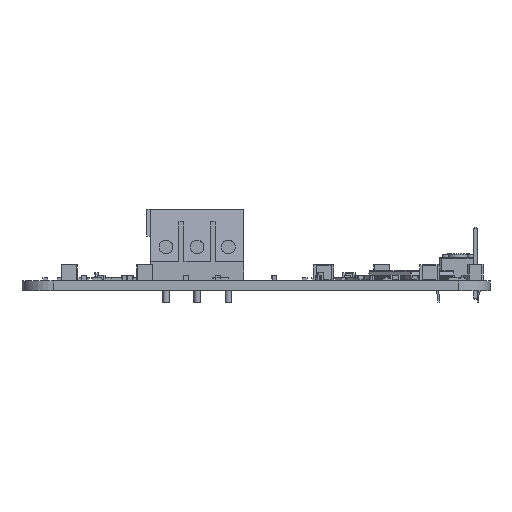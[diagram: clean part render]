
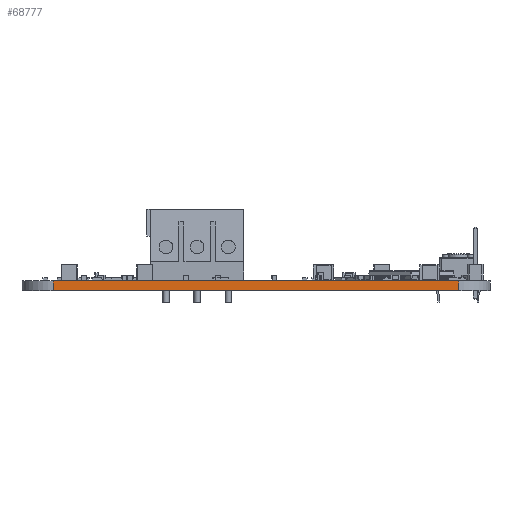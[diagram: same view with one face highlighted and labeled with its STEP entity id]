
A CAD part, left-side view. The second image highlights one B-rep face of the part: STEP entity #68777.
In plain terms, the highlighted planar face has unit normal (-1, 0, 0).
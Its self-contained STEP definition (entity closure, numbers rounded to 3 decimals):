
#67016 = VERTEX_POINT('',#67017);
#67017 = CARTESIAN_POINT('',(71.,-155.,0.));
#67024 = EDGE_CURVE('',#67025,#67016,#67027,.T.);
#67025 = VERTEX_POINT('',#67026);
#67026 = CARTESIAN_POINT('',(71.,-220.,0.));
#67027 = LINE('',#67028,#67029);
#67028 = CARTESIAN_POINT('',(71.,-220.,0.));
#67029 = VECTOR('',#67030,1.);
#67030 = DIRECTION('',(0.,1.,0.));
#67883 = VERTEX_POINT('',#67884);
#67884 = CARTESIAN_POINT('',(71.,-155.,1.555));
#67891 = EDGE_CURVE('',#67892,#67883,#67894,.T.);
#67892 = VERTEX_POINT('',#67893);
#67893 = CARTESIAN_POINT('',(71.,-220.,1.555));
#67894 = LINE('',#67895,#67896);
#67895 = CARTESIAN_POINT('',(71.,-220.,1.555));
#67896 = VECTOR('',#67897,1.);
#67897 = DIRECTION('',(0.,1.,0.));
#68747 = EDGE_CURVE('',#67016,#67883,#68748,.T.);
#68748 = LINE('',#68749,#68750);
#68749 = CARTESIAN_POINT('',(71.,-155.,0.));
#68750 = VECTOR('',#68751,1.);
#68751 = DIRECTION('',(0.,0.,1.));
#68777 = ADVANCED_FACE('',(#68778),#68789,.T.);
#68778 = FACE_BOUND('',#68779,.T.);
#68779 = EDGE_LOOP('',(#68780,#68786,#68787,#68788));
#68780 = ORIENTED_EDGE('',*,*,#68781,.T.);
#68781 = EDGE_CURVE('',#67025,#67892,#68782,.T.);
#68782 = LINE('',#68783,#68784);
#68783 = CARTESIAN_POINT('',(71.,-220.,0.));
#68784 = VECTOR('',#68785,1.);
#68785 = DIRECTION('',(0.,0.,1.));
#68786 = ORIENTED_EDGE('',*,*,#67891,.T.);
#68787 = ORIENTED_EDGE('',*,*,#68747,.F.);
#68788 = ORIENTED_EDGE('',*,*,#67024,.F.);
#68789 = PLANE('',#68790);
#68790 = AXIS2_PLACEMENT_3D('',#68791,#68792,#68793);
#68791 = CARTESIAN_POINT('',(71.,-220.,0.));
#68792 = DIRECTION('',(-1.,0.,0.));
#68793 = DIRECTION('',(0.,1.,0.));
